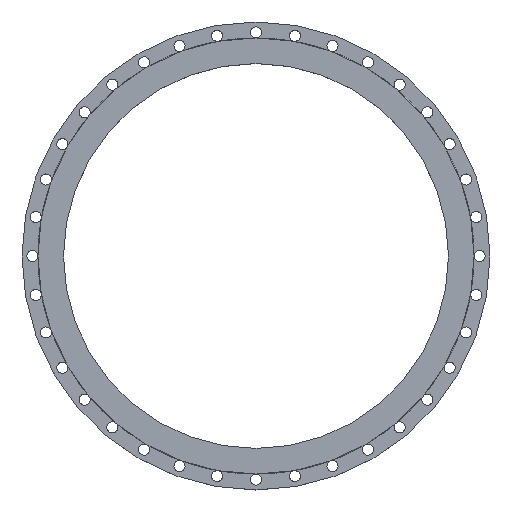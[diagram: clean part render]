
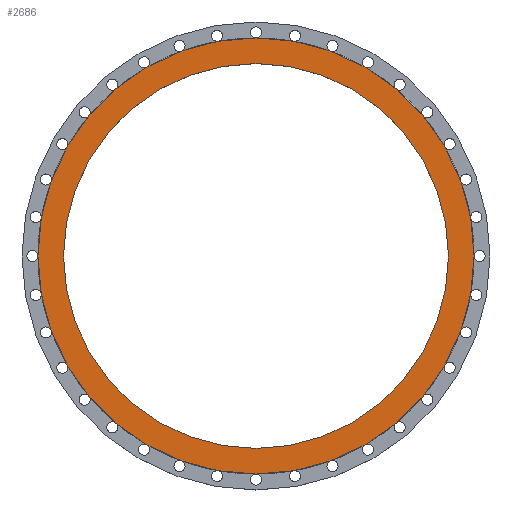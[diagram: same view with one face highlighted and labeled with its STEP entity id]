
A CAD part, top view. The second image highlights one B-rep face of the part: STEP entity #2686.
In plain terms, the highlighted planar face has unit normal (0, 0, 1).
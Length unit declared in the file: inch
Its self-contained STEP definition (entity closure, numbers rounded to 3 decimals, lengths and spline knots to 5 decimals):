
#42 = EDGE_LOOP ( 'NONE', ( #682, #881 ) ) ;
#56 = CARTESIAN_POINT ( 'NONE',  ( 0., 0., 0. ) ) ;
#104 = EDGE_LOOP ( 'NONE', ( #1153, #2834 ) ) ;
#172 = CARTESIAN_POINT ( 'NONE',  ( -19.6875, 0., 0. ) ) ;
#267 = EDGE_CURVE ( 'NONE', #2259, #2705, #2127, .T. ) ;
#367 = VERTEX_POINT ( 'NONE', #3165 ) ;
#484 = AXIS2_PLACEMENT_3D ( 'NONE', #3671, #1305, #1035 ) ;
#682 = ORIENTED_EDGE ( 'NONE', *, *, #2899, .T. ) ;
#759 = AXIS2_PLACEMENT_3D ( 'NONE', #1194, #1214, #2404 ) ;
#881 = ORIENTED_EDGE ( 'NONE', *, *, #1004, .T. ) ;
#1004 = EDGE_CURVE ( 'NONE', #2688, #367, #1813, .T. ) ;
#1035 = DIRECTION ( 'NONE',  ( 1., 0., 0. ) ) ;
#1153 = ORIENTED_EDGE ( 'NONE', *, *, #267, .F. ) ;
#1194 = CARTESIAN_POINT ( 'NONE',  ( 0., 0., 0. ) ) ;
#1214 = DIRECTION ( 'NONE',  ( 0., 0., 1. ) ) ;
#1265 = AXIS2_PLACEMENT_3D ( 'NONE', #56, #3170, #2921 ) ;
#1305 = DIRECTION ( 'NONE',  ( 0., 0., 1. ) ) ;
#1441 = AXIS2_PLACEMENT_3D ( 'NONE', #2664, #2065, #3210 ) ;
#1813 = CIRCLE ( 'NONE', #1441, 19.6875 ) ;
#1839 = CARTESIAN_POINT ( 'NONE',  ( 17.375, 0., 0. ) ) ;
#1911 = FACE_OUTER_BOUND ( 'NONE', #42, .T. ) ;
#1954 = CARTESIAN_POINT ( 'NONE',  ( 0., 17.375, 0. ) ) ;
#2065 = DIRECTION ( 'NONE',  ( 0., 0., 1. ) ) ;
#2127 = CIRCLE ( 'NONE', #484, 17.375 ) ;
#2259 = VERTEX_POINT ( 'NONE', #1839 ) ;
#2404 = DIRECTION ( 'NONE',  ( 1., 0., 0. ) ) ;
#2505 = CARTESIAN_POINT ( 'NONE',  ( -17.375, 0., 0. ) ) ;
#2513 = CIRCLE ( 'NONE', #1265, 19.6875 ) ;
#2659 = CIRCLE ( 'NONE', #759, 17.375 ) ;
#2664 = CARTESIAN_POINT ( 'NONE',  ( 0., 0., 0. ) ) ;
#2686 = ADVANCED_FACE ( 'NONE', ( #3278, #1911 ), #3081, .F. ) ;
#2688 = VERTEX_POINT ( 'NONE', #172 ) ;
#2705 = VERTEX_POINT ( 'NONE', #2505 ) ;
#2764 = DIRECTION ( 'NONE',  ( 0., 0., -1. ) ) ;
#2831 = DIRECTION ( 'NONE',  ( -1., 0., 0. ) ) ;
#2834 = ORIENTED_EDGE ( 'NONE', *, *, #3746, .F. ) ;
#2861 = AXIS2_PLACEMENT_3D ( 'NONE', #1954, #2764, #2831 ) ;
#2899 = EDGE_CURVE ( 'NONE', #367, #2688, #2513, .T. ) ;
#2921 = DIRECTION ( 'NONE',  ( 1., 0., 0. ) ) ;
#3081 = PLANE ( 'NONE',  #2861 ) ;
#3165 = CARTESIAN_POINT ( 'NONE',  ( 19.6875, 0., 0. ) ) ;
#3170 = DIRECTION ( 'NONE',  ( 0., 0., 1. ) ) ;
#3210 = DIRECTION ( 'NONE',  ( 1., 0., 0. ) ) ;
#3278 = FACE_BOUND ( 'NONE', #104, .T. ) ;
#3671 = CARTESIAN_POINT ( 'NONE',  ( 0., 0., 0. ) ) ;
#3746 = EDGE_CURVE ( 'NONE', #2705, #2259, #2659, .T. ) ;
